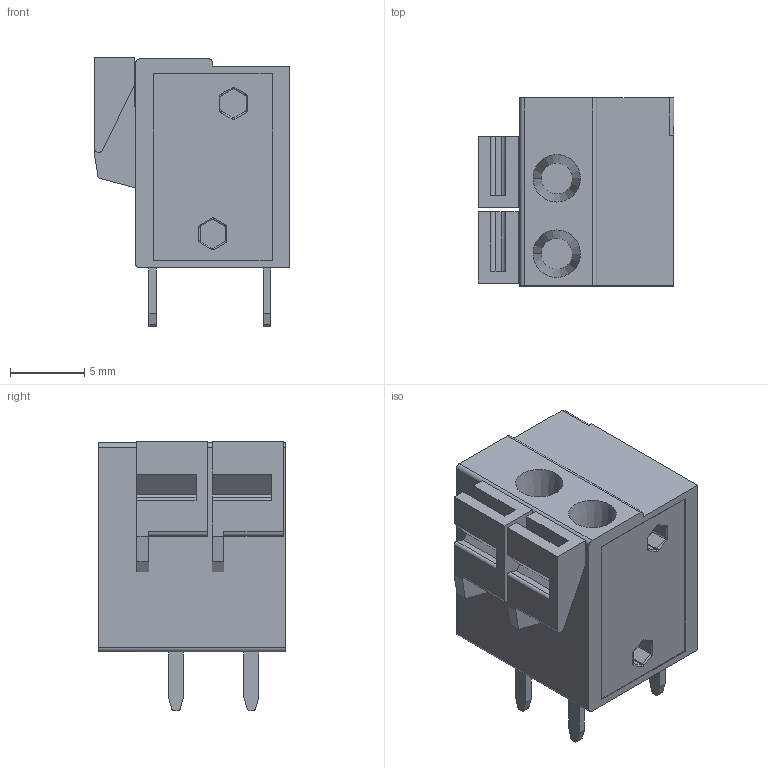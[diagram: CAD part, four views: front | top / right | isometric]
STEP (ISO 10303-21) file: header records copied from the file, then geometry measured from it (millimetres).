
FILE_DESCRIPTION (( 'STEP AP214' ), '1' );
FILE_NAME ('DG142V-5.08-02P.STEP', '2017-12-03T16:33:26', ( '' ), ( '' ), 'SwSTEP 2.0', 'SolidWorks 2016', '' );
FILE_SCHEMA (( 'AUTOMOTIVE_DESIGN' ));
Length unit declared in the file: millimetre
Products named in the file (1): DG142V-5.08-02P
Bounding box: 13.2 x 12.66 x 18.15 mm (x, y, z)
Surface area: 1418 mm2 (no closed solid volume)
Topology: 0 solids, 1 shells, 176 faces, 470 edges, 308 vertices
Faces by surface type: plane 106, cylinder 54, bspline 12, cone 4
Entity records: 7629 total; most frequent: CARTESIAN_POINT 1983, ORIENTED_EDGE 940, DIRECTION 704, EDGE_CURVE 470, VECTOR 326, LINE 326, VERTEX_POINT 308, AXIS2_PLACEMENT_3D 189
